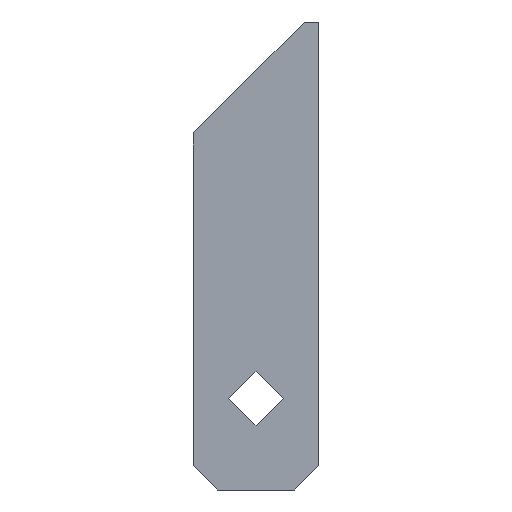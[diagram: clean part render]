
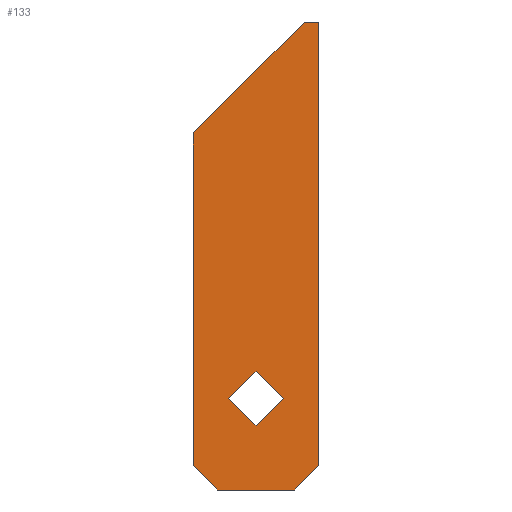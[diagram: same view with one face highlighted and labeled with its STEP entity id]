
A CAD part, left-side view. The second image highlights one B-rep face of the part: STEP entity #133.
In plain terms, the highlighted planar face has unit normal (-1, 0, 0).
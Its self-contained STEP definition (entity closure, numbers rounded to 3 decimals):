
#8 = DIRECTION ( 'NONE',  ( -1., 0., 0. ) ) ;
#9 = DIRECTION ( 'NONE',  ( 0., 0., 1. ) ) ;
#38 = VERTEX_POINT ( 'NONE', #219 ) ;
#39 = EDGE_CURVE ( 'NONE', #66, #38, #333, .T. ) ;
#40 = ORIENTED_EDGE ( 'NONE', *, *, #41, .F. ) ;
#41 = EDGE_CURVE ( 'NONE', #135, #66, #329, .T. ) ;
#42 = ORIENTED_EDGE ( 'NONE', *, *, #43, .T. ) ;
#43 = EDGE_CURVE ( 'NONE', #62, #63, #216, .T. ) ;
#44 = ORIENTED_EDGE ( 'NONE', *, *, #45, .T. ) ;
#45 = EDGE_CURVE ( 'NONE', #63, #46, #212, .T. ) ;
#46 = VERTEX_POINT ( 'NONE', #204 ) ;
#47 = ORIENTED_EDGE ( 'NONE', *, *, #104, .T. ) ;
#48 = VERTEX_POINT ( 'NONE', #203 ) ;
#58 = EDGE_CURVE ( 'NONE', #38, #61, #279, .T. ) ;
#59 = ORIENTED_EDGE ( 'NONE', *, *, #39, .F. ) ;
#60 = ORIENTED_EDGE ( 'NONE', *, *, #64, .F. ) ;
#61 = VERTEX_POINT ( 'NONE', #275 ) ;
#62 = VERTEX_POINT ( 'NONE', #274 ) ;
#63 = VERTEX_POINT ( 'NONE', #273 ) ;
#64 = EDGE_CURVE ( 'NONE', #61, #151, #272, .T. ) ;
#65 = EDGE_LOOP ( 'NONE', ( #42, #44, #47, #105 ) ) ;
#66 = VERTEX_POINT ( 'NONE', #268 ) ;
#104 = EDGE_CURVE ( 'NONE', #46, #48, #357, .T. ) ;
#105 = ORIENTED_EDGE ( 'NONE', *, *, #106, .T. ) ;
#106 = EDGE_CURVE ( 'NONE', #48, #62, #353, .T. ) ;
#113 = ORIENTED_EDGE ( 'NONE', *, *, #58, .F. ) ;
#130 = EDGE_CURVE ( 'NONE', #151, #136, #236, .T. ) ;
#131 = ORIENTED_EDGE ( 'NONE', *, *, #130, .F. ) ;
#132 = EDGE_CURVE ( 'NONE', #136, #139, #231, .T. ) ;
#133 = ADVANCED_FACE ( 'NONE', ( #225, #227 ), #224, .T. ) ;
#134 = EDGE_LOOP ( 'NONE', ( #137, #138, #131, #60, #113, #59, #40 ) ) ;
#135 = VERTEX_POINT ( 'NONE', #458 ) ;
#136 = VERTEX_POINT ( 'NONE', #358 ) ;
#137 = ORIENTED_EDGE ( 'NONE', *, *, #140, .F. ) ;
#138 = ORIENTED_EDGE ( 'NONE', *, *, #132, .F. ) ;
#139 = VERTEX_POINT ( 'NONE', #359 ) ;
#140 = EDGE_CURVE ( 'NONE', #139, #135, #363, .T. ) ;
#151 = VERTEX_POINT ( 'NONE', #369 ) ;
#203 = CARTESIAN_POINT ( 'NONE',  ( -1.6, 0., 5.657 ) ) ;
#204 = CARTESIAN_POINT ( 'NONE',  ( -1.6, 5.657, 0. ) ) ;
#205 = DIRECTION ( 'NONE',  ( 0., 0.707, 0.707 ) ) ;
#206 = VECTOR ( 'NONE', #205, 1000. ) ;
#211 = CARTESIAN_POINT ( 'NONE',  ( -1.6, 0., -5.657 ) ) ;
#212 = LINE ( 'NONE', #211, #206 ) ;
#213 = DIRECTION ( 'NONE',  ( 0., 0.707, -0.707 ) ) ;
#214 = VECTOR ( 'NONE', #213, 1000. ) ;
#215 = CARTESIAN_POINT ( 'NONE',  ( -1.6, -5.657, 0. ) ) ;
#216 = LINE ( 'NONE', #215, #214 ) ;
#217 = DIRECTION ( 'NONE',  ( 0., -0.707, 0.707 ) ) ;
#219 = CARTESIAN_POINT ( 'NONE',  ( -1.6, -13., 78. ) ) ;
#224 = PLANE ( 'NONE',  #226 ) ;
#225 = FACE_OUTER_BOUND ( 'NONE', #134, .T. ) ;
#226 = AXIS2_PLACEMENT_3D ( 'NONE', #232, #8, #9 ) ;
#227 = FACE_BOUND ( 'NONE', #65, .T. ) ;
#228 = DIRECTION ( 'NONE',  ( 0., 0.707, 0.707 ) ) ;
#229 = VECTOR ( 'NONE', #228, 1000. ) ;
#230 = CARTESIAN_POINT ( 'NONE',  ( -1.6, 13., -14. ) ) ;
#231 = LINE ( 'NONE', #230, #229 ) ;
#232 = CARTESIAN_POINT ( 'NONE',  ( -1.6, 13., -19. ) ) ;
#233 = DIRECTION ( 'NONE',  ( 0., 1., 0. ) ) ;
#234 = VECTOR ( 'NONE', #233, 1000. ) ;
#235 = CARTESIAN_POINT ( 'NONE',  ( -1.6, 8., -19. ) ) ;
#236 = LINE ( 'NONE', #235, #234 ) ;
#268 = CARTESIAN_POINT ( 'NONE',  ( -1.6, -10., 78. ) ) ;
#269 = DIRECTION ( 'NONE',  ( 0., 0.707, -0.707 ) ) ;
#270 = VECTOR ( 'NONE', #269, 1000. ) ;
#271 = CARTESIAN_POINT ( 'NONE',  ( -1.6, -13., -14. ) ) ;
#272 = LINE ( 'NONE', #271, #270 ) ;
#273 = CARTESIAN_POINT ( 'NONE',  ( -1.6, 0., -5.657 ) ) ;
#274 = CARTESIAN_POINT ( 'NONE',  ( -1.6, -5.657, 0. ) ) ;
#275 = CARTESIAN_POINT ( 'NONE',  ( -1.6, -13., -14. ) ) ;
#276 = DIRECTION ( 'NONE',  ( 0., 0., -1. ) ) ;
#277 = VECTOR ( 'NONE', #276, 1000. ) ;
#278 = CARTESIAN_POINT ( 'NONE',  ( -1.6, -13., 78. ) ) ;
#279 = LINE ( 'NONE', #278, #277 ) ;
#327 = VECTOR ( 'NONE', #217, 1000. ) ;
#328 = CARTESIAN_POINT ( 'NONE',  ( -1.6, -10., 78. ) ) ;
#329 = LINE ( 'NONE', #328, #327 ) ;
#330 = DIRECTION ( 'NONE',  ( 0., -1., 0. ) ) ;
#331 = VECTOR ( 'NONE', #330, 1000. ) ;
#332 = CARTESIAN_POINT ( 'NONE',  ( -1.6, -10., 78. ) ) ;
#333 = LINE ( 'NONE', #332, #331 ) ;
#350 = DIRECTION ( 'NONE',  ( 0., -0.707, -0.707 ) ) ;
#351 = VECTOR ( 'NONE', #350, 1000. ) ;
#352 = CARTESIAN_POINT ( 'NONE',  ( -1.6, 0., 5.657 ) ) ;
#353 = LINE ( 'NONE', #352, #351 ) ;
#354 = DIRECTION ( 'NONE',  ( 0., -0.707, 0.707 ) ) ;
#355 = VECTOR ( 'NONE', #354, 1000. ) ;
#356 = CARTESIAN_POINT ( 'NONE',  ( -1.6, 5.657, 0. ) ) ;
#357 = LINE ( 'NONE', #356, #355 ) ;
#358 = CARTESIAN_POINT ( 'NONE',  ( -1.6, 8., -19. ) ) ;
#359 = CARTESIAN_POINT ( 'NONE',  ( -1.6, 13., -14. ) ) ;
#363 = LINE ( 'NONE', #365, #366 ) ;
#364 = DIRECTION ( 'NONE',  ( 0., 0., 1. ) ) ;
#365 = CARTESIAN_POINT ( 'NONE',  ( -1.6, 13., 55. ) ) ;
#366 = VECTOR ( 'NONE', #364, 1000. ) ;
#369 = CARTESIAN_POINT ( 'NONE',  ( -1.6, -8., -19. ) ) ;
#458 = CARTESIAN_POINT ( 'NONE',  ( -1.6, 13., 55. ) ) ;
